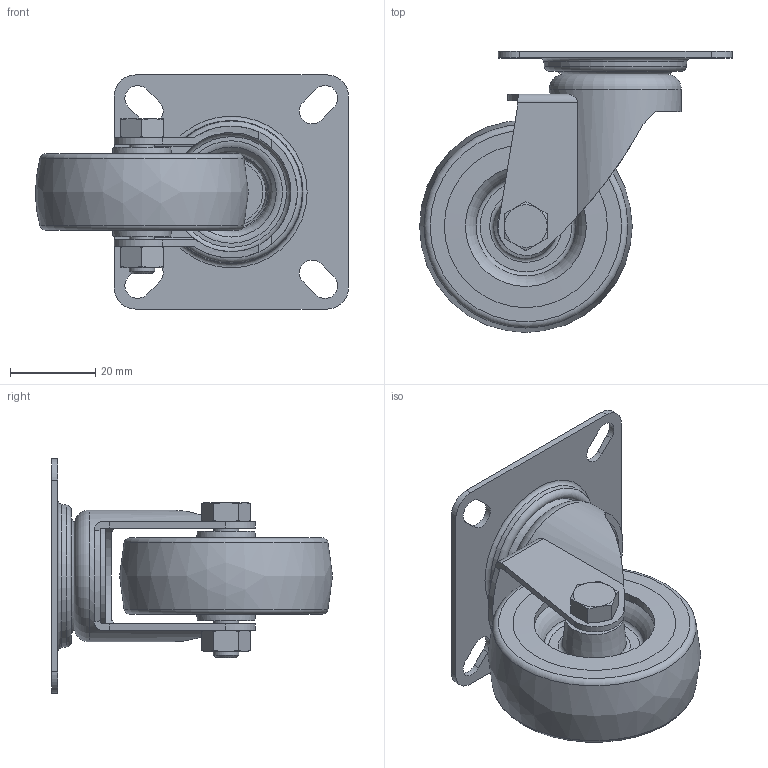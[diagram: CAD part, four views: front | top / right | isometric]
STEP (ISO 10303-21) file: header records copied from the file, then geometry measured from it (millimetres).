
FILE_DESCRIPTION(/* description */ (''),/* implementation_level */ '2;1');
FILE_NAME(/* name */ 'CRUST0000036.stp',/* time_stamp */ '2018-11-09T10:16:11+01:00',/* author */ ('fzagni'),/* organization */ (''),/* preprocessor_version */ 'ST-DEVELOPER v16.1',/* originating_system */ 'Autodesk Inventor 2016',/* authorisation */ '');
FILE_SCHEMA (('AUTOMOTIVE_DESIGN { 1 0 10303 214 3 1 1 }'));
Length unit declared in the file: millimetre
Products named in the file (1): CRUST0000036
Bounding box: 73.46 x 66 x 55 mm (x, y, z)
Volume: 41764.6 mm3; surface area: 24170.5 mm2
Topology: 5 solids, 5 shells, 169 faces, 371 edges, 225 vertices
Faces by surface type: plane 58, cylinder 40, cone 39, torus 31, bspline 1
Full cylindrical faces by diameter (mm): 4.917 x1, 5.9 x1, 6 x3, 7.9 x1, 8 x3, 9.2 x1, 16.2 x1, 19 x1, 26 x1, 28 x1, 28.4 x2, 31 x1
Entity records: 4687 total; most frequent: CARTESIAN_POINT 1005, DIRECTION 736, ORIENTED_EDGE 612, AXIS2_PLACEMENT_3D 322, EDGE_CURVE 306, EDGE_LOOP 263, VERTEX_POINT 223, STYLED_ITEM 174
